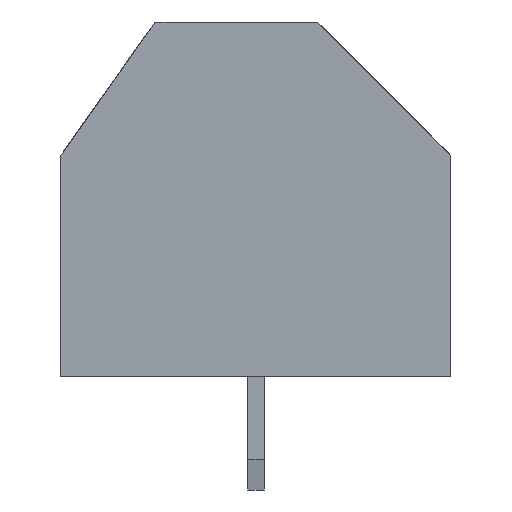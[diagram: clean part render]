
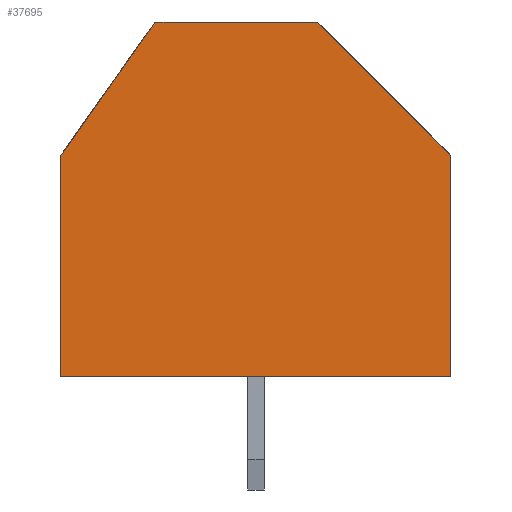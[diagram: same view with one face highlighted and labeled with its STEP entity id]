
A CAD part, left-side view. The second image highlights one B-rep face of the part: STEP entity #37695.
In plain terms, the highlighted planar face has unit normal (-1, 0, 0).
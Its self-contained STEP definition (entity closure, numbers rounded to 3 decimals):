
#540 = CARTESIAN_POINT ( 'NONE',  ( -10.5, 3.109, 10.9 ) ) ;
#1247 = PLANE ( 'NONE',  #39595 ) ;
#1539 = EDGE_CURVE ( 'NONE', #24117, #5461, #38098, .T. ) ;
#2418 = CARTESIAN_POINT ( 'NONE',  ( -10.5, -6., 6.805 ) ) ;
#4752 = VECTOR ( 'NONE', #17872, 1000. ) ;
#5284 = ORIENTED_EDGE ( 'NONE', *, *, #16968, .F. ) ;
#5461 = VERTEX_POINT ( 'NONE', #2418 ) ;
#6529 = EDGE_CURVE ( 'NONE', #39342, #35846, #6941, .T. ) ;
#6941 = LINE ( 'NONE', #36571, #16154 ) ;
#7183 = DIRECTION ( 'NONE',  ( 0., 1., 0. ) ) ;
#7519 = DIRECTION ( 'NONE',  ( 0., -0.577, 0.817 ) ) ;
#7520 = ORIENTED_EDGE ( 'NONE', *, *, #10491, .F. ) ;
#7554 = DIRECTION ( 'NONE',  ( 0., -1., 0. ) ) ;
#8503 = CARTESIAN_POINT ( 'NONE',  ( -10.5, -1.905, 10.9 ) ) ;
#8864 = EDGE_CURVE ( 'NONE', #35846, #29335, #27629, .T. ) ;
#10271 = ORIENTED_EDGE ( 'NONE', *, *, #6529, .F. ) ;
#10491 = EDGE_CURVE ( 'NONE', #5461, #39342, #39239, .T. ) ;
#13411 = CARTESIAN_POINT ( 'NONE',  ( -10.5, -1.905, 10.9 ) ) ;
#14365 = CARTESIAN_POINT ( 'NONE',  ( -10.5, 0., 0. ) ) ;
#16154 = VECTOR ( 'NONE', #7183, 1000. ) ;
#16968 = EDGE_CURVE ( 'NONE', #29335, #36812, #27457, .T. ) ;
#17125 = CARTESIAN_POINT ( 'NONE',  ( -10.5, 3.109, 10.9 ) ) ;
#17464 = DIRECTION ( 'NONE',  ( 0., 0., 1. ) ) ;
#17872 = DIRECTION ( 'NONE',  ( 0., -0.707, -0.707 ) ) ;
#17998 = FACE_OUTER_BOUND ( 'NONE', #27218, .T. ) ;
#18401 = DIRECTION ( 'NONE',  ( 0., 0., -1. ) ) ;
#20050 = CARTESIAN_POINT ( 'NONE',  ( -10.5, -6., 0. ) ) ;
#21192 = VECTOR ( 'NONE', #17464, 1000. ) ;
#21505 = DIRECTION ( 'NONE',  ( -1., 0., 0. ) ) ;
#22382 = CARTESIAN_POINT ( 'NONE',  ( -10.5, 6., 6.805 ) ) ;
#23226 = ORIENTED_EDGE ( 'NONE', *, *, #8864, .F. ) ;
#23325 = VECTOR ( 'NONE', #7554, 1000. ) ;
#24117 = VERTEX_POINT ( 'NONE', #13411 ) ;
#27218 = EDGE_LOOP ( 'NONE', ( #10271, #7520, #27844, #27681, #5284, #23226 ) ) ;
#27457 = LINE ( 'NONE', #40504, #28832 ) ;
#27629 = LINE ( 'NONE', #37500, #21192 ) ;
#27681 = ORIENTED_EDGE ( 'NONE', *, *, #39726, .F. ) ;
#27844 = ORIENTED_EDGE ( 'NONE', *, *, #1539, .F. ) ;
#28832 = VECTOR ( 'NONE', #7519, 1000. ) ;
#29335 = VERTEX_POINT ( 'NONE', #22382 ) ;
#31537 = CARTESIAN_POINT ( 'NONE',  ( -10.5, 6., 0. ) ) ;
#35841 = DIRECTION ( 'NONE',  ( 0., 0., -1. ) ) ;
#35846 = VERTEX_POINT ( 'NONE', #31537 ) ;
#36571 = CARTESIAN_POINT ( 'NONE',  ( -10.5, -6., 0. ) ) ;
#36812 = VERTEX_POINT ( 'NONE', #540 ) ;
#36953 = LINE ( 'NONE', #17125, #23325 ) ;
#37500 = CARTESIAN_POINT ( 'NONE',  ( -10.5, 6., 0. ) ) ;
#37695 = ADVANCED_FACE ( 'NONE', ( #17998 ), #1247, .T. ) ;
#38036 = CARTESIAN_POINT ( 'NONE',  ( -10.5, -6., 6.805 ) ) ;
#38098 = LINE ( 'NONE', #8503, #4752 ) ;
#39239 = LINE ( 'NONE', #38036, #39814 ) ;
#39342 = VERTEX_POINT ( 'NONE', #20050 ) ;
#39595 = AXIS2_PLACEMENT_3D ( 'NONE', #14365, #21505, #18401 ) ;
#39726 = EDGE_CURVE ( 'NONE', #36812, #24117, #36953, .T. ) ;
#39814 = VECTOR ( 'NONE', #35841, 1000. ) ;
#40504 = CARTESIAN_POINT ( 'NONE',  ( -10.5, 6., 6.805 ) ) ;
